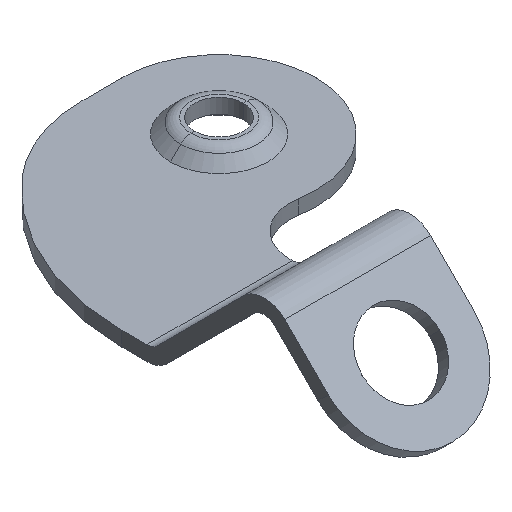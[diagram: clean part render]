
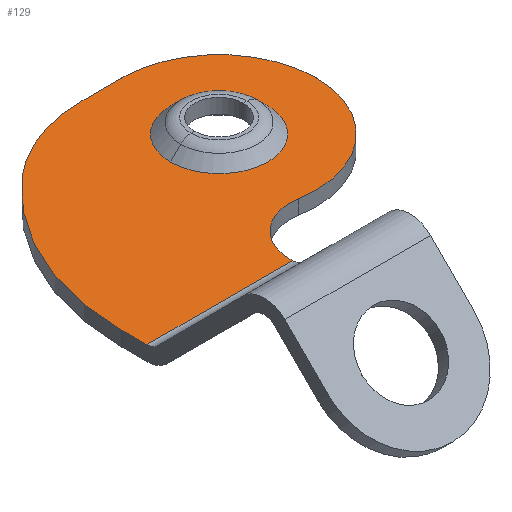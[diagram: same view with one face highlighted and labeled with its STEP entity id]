
A CAD part, isometric view. The second image highlights one B-rep face of the part: STEP entity #129.
In plain terms, the highlighted planar face has unit normal (0, 0, 1).
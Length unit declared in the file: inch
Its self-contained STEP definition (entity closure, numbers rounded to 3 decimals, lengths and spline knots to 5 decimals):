
#129=ADVANCED_FACE('',(#258,#259),#260,.T.);
#258=FACE_OUTER_BOUND('',#381,.T.);
#259=FACE_BOUND('',#382,.T.);
#260=PLANE('',#383);
#381=EDGE_LOOP('',(#692,#693,#694,#695,#696,#697,#698,#699,#700));
#382=EDGE_LOOP('',(#701,#702));
#383=AXIS2_PLACEMENT_3D('',#703,#704,#705);
#692=ORIENTED_EDGE('',*,*,#790,.F.);
#693=ORIENTED_EDGE('',*,*,#805,.F.);
#694=ORIENTED_EDGE('',*,*,#835,.F.);
#695=ORIENTED_EDGE('',*,*,#832,.F.);
#696=ORIENTED_EDGE('',*,*,#731,.F.);
#697=ORIENTED_EDGE('',*,*,#830,.F.);
#698=ORIENTED_EDGE('',*,*,#826,.F.);
#699=ORIENTED_EDGE('',*,*,#838,.F.);
#700=ORIENTED_EDGE('',*,*,#775,.F.);
#701=ORIENTED_EDGE('',*,*,#758,.F.);
#702=ORIENTED_EDGE('',*,*,#815,.F.);
#703=CARTESIAN_POINT('',(-2.74823,12.96382,-1.05385));
#704=DIRECTION('',(0.,0.0,1.0));
#705=DIRECTION('',(1.0,0.0,0.));
#731=EDGE_CURVE('',#869,#865,#871,.T.);
#758=EDGE_CURVE('',#911,#913,#914,.T.);
#775=EDGE_CURVE('',#940,#942,#943,.T.);
#790=EDGE_CURVE('',#964,#940,#965,.T.);
#805=EDGE_CURVE('',#985,#964,#987,.T.);
#815=EDGE_CURVE('',#913,#911,#998,.T.);
#826=EDGE_CURVE('',#1009,#1010,#1011,.T.);
#830=EDGE_CURVE('',#1010,#869,#1015,.T.);
#832=EDGE_CURVE('',#865,#1017,#1018,.T.);
#835=EDGE_CURVE('',#1017,#985,#1021,.T.);
#838=EDGE_CURVE('',#942,#1009,#1024,.T.);
#865=VERTEX_POINT('',#1055);
#869=VERTEX_POINT('',#1060);
#871=CIRCLE('',#1063,0.7874);
#911=VERTEX_POINT('',#1109);
#913=VERTEX_POINT('',#1112);
#914=CIRCLE('',#1113,0.3937);
#940=VERTEX_POINT('',#1147);
#942=VERTEX_POINT('',#1149);
#943=LINE('',#1150,#1151);
#964=VERTEX_POINT('',#1179);
#965=LINE('',#1180,#1181);
#985=VERTEX_POINT('',#1205);
#987=LINE('',#1208,#1209);
#998=CIRCLE('',#1223,0.3937);
#1009=VERTEX_POINT('',#1234);
#1010=VERTEX_POINT('',#1235);
#1011=CIRCLE('',#1236,1.1811);
#1015=LINE('',#1242,#1243);
#1017=VERTEX_POINT('',#1245);
#1018=CIRCLE('',#1246,0.7874);
#1021=CIRCLE('',#1250,0.3937);
#1024=CIRCLE('',#1253,1.9685);
#1055=CARTESIAN_POINT('',(-1.1811,14.14499,-1.05385));
#1060=CARTESIAN_POINT('',(-1.9685,14.93239,-1.05385));
#1063=AXIS2_PLACEMENT_3D('',#1281,#1282,#1283);
#1109=CARTESIAN_POINT('',(-1.5748,14.14499,-1.05385));
#1112=CARTESIAN_POINT('',(-2.3622,14.14499,-1.05385));
#1113=AXIS2_PLACEMENT_3D('',#1330,#1331,#1332);
#1147=CARTESIAN_POINT('',(-3.74016,12.95881,-1.05385));
#1149=CARTESIAN_POINT('',(-3.74016,13.16074,-1.05385));
#1150=CARTESIAN_POINT('',(-3.74016,13.16074,-1.05385));
#1151=VECTOR('',#1356,1.);
#1179=CARTESIAN_POINT('',(-2.55906,12.95881,-1.05385));
#1180=CARTESIAN_POINT('',(-2.70286,12.95881,-1.05385));
#1181=VECTOR('',#1376,1.0);
#1205=CARTESIAN_POINT('',(-2.55906,12.98041,-1.05385));
#1208=CARTESIAN_POINT('',(-2.55906,11.19224,-1.05385));
#1209=VECTOR('',#1403,1.);
#1223=AXIS2_PLACEMENT_3D('',#1416,#1417,#1418);
#1234=CARTESIAN_POINT('',(-3.0737,14.63712,-1.05385));
#1235=CARTESIAN_POINT('',(-2.29247,14.93239,-1.05385));
#1236=AXIS2_PLACEMENT_3D('',#1428,#1429,#1430);
#1242=CARTESIAN_POINT('',(-2.29247,14.93239,-1.05385));
#1243=VECTOR('',#1433,1.0);
#1245=CARTESIAN_POINT('',(-2.09974,13.3686,-1.05385));
#1246=AXIS2_PLACEMENT_3D('',#1434,#1435,#1436);
#1250=AXIS2_PLACEMENT_3D('',#1438,#1439,#1440);
#1253=AXIS2_PLACEMENT_3D('',#1441,#1442,#1443);
#1281=CARTESIAN_POINT('',(-1.9685,14.14499,-1.05385));
#1282=DIRECTION('',(0.0,0.0,-1.0));
#1283=DIRECTION('',(1.0,0.0,0.0));
#1330=CARTESIAN_POINT('',(-1.9685,14.14499,-1.05385));
#1331=DIRECTION('',(0.0,0.0,1.0));
#1332=DIRECTION('',(1.0,0.0,0.0));
#1356=DIRECTION('',(0.0,1.0,0.0));
#1376=DIRECTION('',(-1.0,0.0,0.));
#1403=DIRECTION('',(0.0,-1.0,0.0));
#1416=CARTESIAN_POINT('',(-1.9685,14.14499,-1.05385));
#1417=DIRECTION('',(0.0,0.0,1.0));
#1418=DIRECTION('',(1.0,0.0,0.0));
#1428=CARTESIAN_POINT('',(-2.29247,13.75129,-1.05385));
#1429=DIRECTION('',(0.0,0.0,-1.0));
#1430=DIRECTION('',(0.0,1.0,0.0));
#1433=DIRECTION('',(1.0,0.0,0.0));
#1434=CARTESIAN_POINT('',(-1.9685,14.14499,-1.05385));
#1435=DIRECTION('',(0.0,0.0,-1.0));
#1436=DIRECTION('',(1.0,0.0,0.0));
#1438=CARTESIAN_POINT('',(-2.16535,12.98041,-1.05385));
#1439=DIRECTION('',(0.0,-0.0,1.0));
#1440=DIRECTION('',(0.167,0.986,0.0));
#1441=CARTESIAN_POINT('',(-1.77165,13.16074,-1.05385));
#1442=DIRECTION('',(0.0,0.0,-1.0));
#1443=DIRECTION('',(1.0,0.0,0.0));
